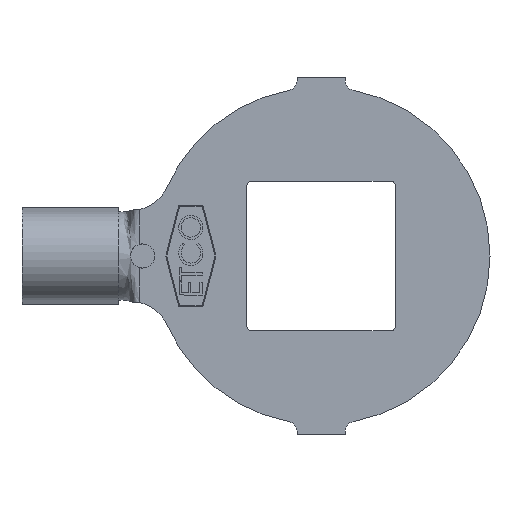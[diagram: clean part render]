
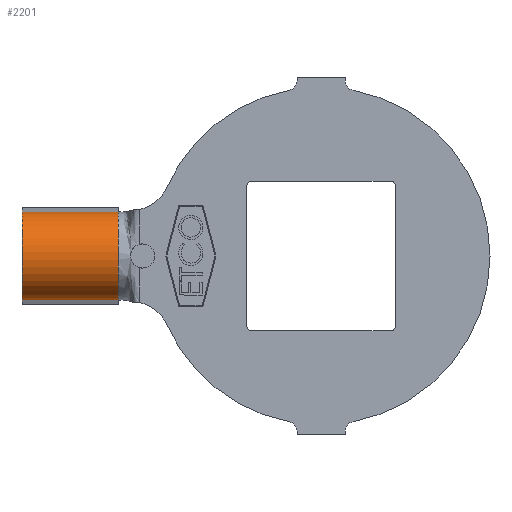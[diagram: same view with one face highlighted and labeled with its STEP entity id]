
A CAD part, front view. The second image highlights one B-rep face of the part: STEP entity #2201.
In plain terms, the highlighted cylindrical face has radius 1.168 mm (diameter 2.337 mm), a partial arc.
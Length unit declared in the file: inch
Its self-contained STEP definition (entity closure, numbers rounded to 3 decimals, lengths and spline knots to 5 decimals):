
#5 = AXIS2_PLACEMENT_3D ( 'NONE', #4262, #1577, #4707 ) ;
#86 = EDGE_CURVE ( 'NONE', #2640, #1726, #4633, .T. ) ;
#97 = LINE ( 'NONE', #5548, #2651 ) ;
#224 = CARTESIAN_POINT ( 'NONE',  ( -0.21, 0.0391, -0.04548 ) ) ;
#595 = ORIENTED_EDGE ( 'NONE', *, *, #5358, .T. ) ;
#931 = EDGE_CURVE ( 'NONE', #5246, #1726, #974, .T. ) ;
#974 = CIRCLE ( 'NONE', #4822, 0.046 ) ;
#1405 = ORIENTED_EDGE ( 'NONE', *, *, #931, .F. ) ;
#1456 = FACE_OUTER_BOUND ( 'NONE', #2366, .T. ) ;
#1577 = DIRECTION ( 'NONE',  ( 1., 0., 0. ) ) ;
#1726 = VERTEX_POINT ( 'NONE', #224 ) ;
#1976 = DIRECTION ( 'NONE',  ( 1., 0., 0. ) ) ;
#2013 = DIRECTION ( 'NONE',  ( 1., 0., 0. ) ) ;
#2182 = DIRECTION ( 'NONE',  ( 0., 0., -1. ) ) ;
#2201 = ADVANCED_FACE ( 'NONE', ( #1456 ), #4904, .T. ) ;
#2204 = CARTESIAN_POINT ( 'NONE',  ( -0.31, 0.046, 0. ) ) ;
#2248 = VERTEX_POINT ( 'NONE', #5398 ) ;
#2366 = EDGE_LOOP ( 'NONE', ( #1405, #2750, #595, #4019 ) ) ;
#2640 = VERTEX_POINT ( 'NONE', #4550 ) ;
#2651 = VECTOR ( 'NONE', #1976, 39.37008 ) ;
#2750 = ORIENTED_EDGE ( 'NONE', *, *, #3943, .F. ) ;
#2837 = DIRECTION ( 'NONE',  ( 1., 0., 0. ) ) ;
#2948 = AXIS2_PLACEMENT_3D ( 'NONE', #2204, #3152, #2182 ) ;
#3152 = DIRECTION ( 'NONE',  ( 1., 0., 0. ) ) ;
#3444 = DIRECTION ( 'NONE',  ( 0., 0., -1. ) ) ;
#3628 = VECTOR ( 'NONE', #2013, 39.37008 ) ;
#3895 = CARTESIAN_POINT ( 'NONE',  ( -0.21, 0.046, 0. ) ) ;
#3943 = EDGE_CURVE ( 'NONE', #2248, #5246, #97, .T. ) ;
#3960 = CARTESIAN_POINT ( 'NONE',  ( -0.31, 0.0391, -0.04548 ) ) ;
#4019 = ORIENTED_EDGE ( 'NONE', *, *, #86, .T. ) ;
#4162 = CIRCLE ( 'NONE', #5, 0.046 ) ;
#4185 = CARTESIAN_POINT ( 'NONE',  ( -0.21, 0.0391, 0.04548 ) ) ;
#4262 = CARTESIAN_POINT ( 'NONE',  ( -0.31, 0.046, 0. ) ) ;
#4550 = CARTESIAN_POINT ( 'NONE',  ( -0.31, 0.0391, -0.04548 ) ) ;
#4633 = LINE ( 'NONE', #3960, #3628 ) ;
#4707 = DIRECTION ( 'NONE',  ( 0., 0., -1. ) ) ;
#4822 = AXIS2_PLACEMENT_3D ( 'NONE', #3895, #2837, #3444 ) ;
#4904 = CYLINDRICAL_SURFACE ( 'NONE', #2948, 0.046 ) ;
#5246 = VERTEX_POINT ( 'NONE', #4185 ) ;
#5358 = EDGE_CURVE ( 'NONE', #2248, #2640, #4162, .T. ) ;
#5398 = CARTESIAN_POINT ( 'NONE',  ( -0.31, 0.0391, 0.04548 ) ) ;
#5548 = CARTESIAN_POINT ( 'NONE',  ( -0.31, 0.0391, 0.04548 ) ) ;
